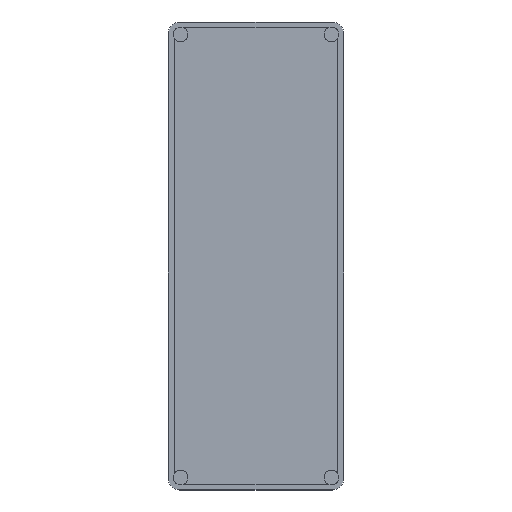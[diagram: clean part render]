
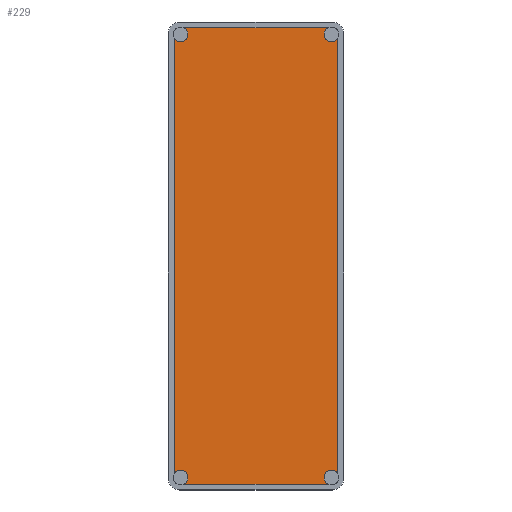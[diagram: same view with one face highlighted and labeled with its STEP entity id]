
A CAD part, top view. The second image highlights one B-rep face of the part: STEP entity #229.
In plain terms, the highlighted planar face has unit normal (0, 0, 1).
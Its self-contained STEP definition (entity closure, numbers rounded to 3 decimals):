
#229=ADVANCED_FACE('',(#284),#285,.T.);
#284=FACE_OUTER_BOUND('',#351,.T.);
#285=PLANE('',#352);
#351=EDGE_LOOP('',(#535,#536,#537,#538,#539,#540,#541,#542));
#352=AXIS2_PLACEMENT_3D('',#543,#544,#545);
#535=ORIENTED_EDGE('',*,*,#650,.F.);
#536=ORIENTED_EDGE('',*,*,#600,.T.);
#537=ORIENTED_EDGE('',*,*,#651,.F.);
#538=ORIENTED_EDGE('',*,*,#643,.T.);
#539=ORIENTED_EDGE('',*,*,#652,.F.);
#540=ORIENTED_EDGE('',*,*,#645,.T.);
#541=ORIENTED_EDGE('',*,*,#653,.F.);
#542=ORIENTED_EDGE('',*,*,#648,.T.);
#543=CARTESIAN_POINT('',(26.0,76.0,11.5));
#544=DIRECTION('',(0.0,0.0,1.0));
#545=DIRECTION('',(1.0,0.0,0.0));
#600=EDGE_CURVE('',#665,#669,#671,.T.);
#643=EDGE_CURVE('',#735,#737,#739,.T.);
#645=EDGE_CURVE('',#742,#740,#743,.T.);
#648=EDGE_CURVE('',#747,#745,#748,.T.);
#650=EDGE_CURVE('',#665,#745,#750,.T.);
#651=EDGE_CURVE('',#735,#669,#751,.T.);
#652=EDGE_CURVE('',#742,#737,#752,.T.);
#653=EDGE_CURVE('',#747,#740,#753,.T.);
#665=VERTEX_POINT('',#769);
#669=VERTEX_POINT('',#775);
#671=LINE('',#778,#779);
#735=VERTEX_POINT('',#866);
#737=VERTEX_POINT('',#869);
#739=LINE('',#872,#873);
#740=VERTEX_POINT('',#874);
#742=VERTEX_POINT('',#877);
#743=LINE('',#878,#879);
#745=VERTEX_POINT('',#882);
#747=VERTEX_POINT('',#885);
#748=LINE('',#886,#887);
#750=CIRCLE('',#890,2.5);
#751=CIRCLE('',#891,2.5);
#752=CIRCLE('',#892,2.5);
#753=CIRCLE('',#893,2.5);
#769=CARTESIAN_POINT('',(24.64,78.0,11.5));
#775=CARTESIAN_POINT('',(-24.64,78.0,11.5));
#778=CARTESIAN_POINT('',(26.0,78.0,11.5));
#779=VECTOR('',#914,1.0);
#866=CARTESIAN_POINT('',(-28.0,74.64,11.5));
#869=CARTESIAN_POINT('',(-28.0,-74.64,11.5));
#872=CARTESIAN_POINT('',(-28.0,76.0,11.5));
#873=VECTOR('',#991,1.0);
#874=CARTESIAN_POINT('',(24.64,-78.0,11.5));
#877=CARTESIAN_POINT('',(-24.64,-78.0,11.5));
#878=CARTESIAN_POINT('',(-26.0,-78.0,11.5));
#879=VECTOR('',#993,1.0);
#882=CARTESIAN_POINT('',(28.0,74.64,11.5));
#885=CARTESIAN_POINT('',(28.0,-74.64,11.5));
#886=CARTESIAN_POINT('',(28.0,-76.0,11.5));
#887=VECTOR('',#996,1.0);
#890=AXIS2_PLACEMENT_3D('',#998,#999,#1000);
#891=AXIS2_PLACEMENT_3D('',#1001,#1002,#1003);
#892=AXIS2_PLACEMENT_3D('',#1004,#1005,#1006);
#893=AXIS2_PLACEMENT_3D('',#1007,#1008,#1009);
#914=DIRECTION('',(-1.0,0.0,0.0));
#991=DIRECTION('',(0.,-1.0,0.0));
#993=DIRECTION('',(1.0,0.0,0.0));
#996=DIRECTION('',(0.,1.0,0.0));
#998=CARTESIAN_POINT('',(25.77,75.77,11.5));
#999=DIRECTION('',(0.0,0.0,1.0));
#1000=DIRECTION('',(1.0,0.0,0.0));
#1001=CARTESIAN_POINT('',(-25.77,75.77,11.5));
#1002=DIRECTION('',(0.0,0.0,1.0));
#1003=DIRECTION('',(1.0,0.0,0.0));
#1004=CARTESIAN_POINT('',(-25.77,-75.77,11.5));
#1005=DIRECTION('',(0.0,0.0,1.0));
#1006=DIRECTION('',(1.0,0.0,0.0));
#1007=CARTESIAN_POINT('',(25.77,-75.77,11.5));
#1008=DIRECTION('',(0.0,0.0,1.0));
#1009=DIRECTION('',(1.0,0.0,0.0));
